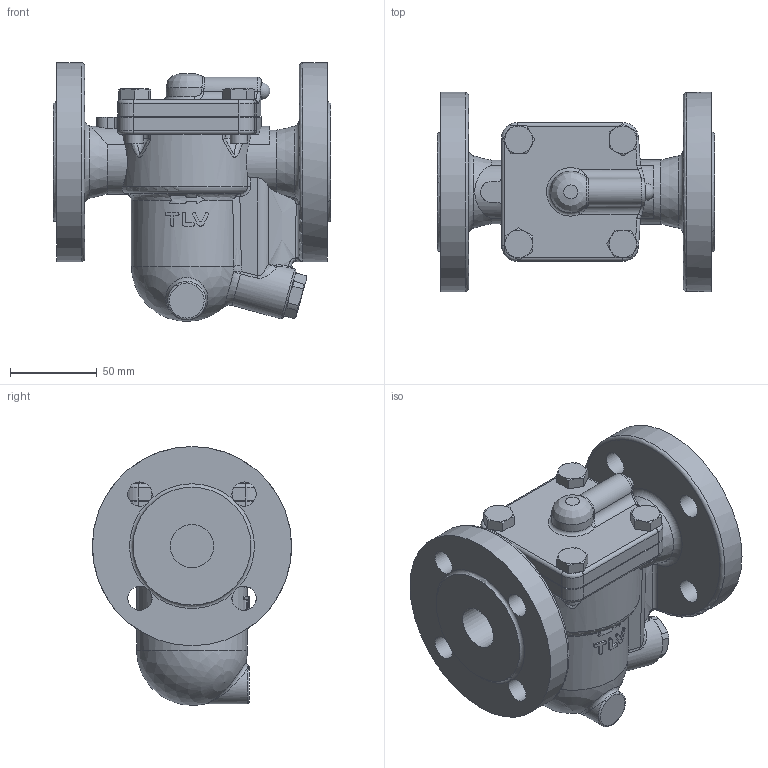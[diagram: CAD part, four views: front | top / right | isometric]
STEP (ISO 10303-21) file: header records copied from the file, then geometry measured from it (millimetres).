
FILE_DESCRIPTION((''),'2;1');
FILE_NAME('j3sx0-025-e0025-00.stp','2012-07-26T09:45:54',('nakaot'),(''),'Autodesk Inventor 2012','Autodesk Inventor 2012','');
FILE_SCHEMA(('AUTOMOTIVE_DESIGN { 1 0 10303 214 1 1 1 1 }'));
Length unit declared in the file: millimetre
Products named in the file (1): j3sx0-025-e0025-00
Bounding box: 160 x 115 x 149.46 mm (x, y, z)
Volume: 930068.2 mm3; surface area: 116381.7 mm2
Topology: 1 solids, 1 shells, 338 faces, 872 edges, 545 vertices
Faces by surface type: plane 106, cylinder 103, bspline 54, cone 43, torus 28, sphere 4
Full cylindrical faces by diameter (mm): 10 x8, 12 x4, 14 x8, 25 x2, 30 x1, 56.5 x1, 115 x2
Entity records: 13648 total; most frequent: CARTESIAN_POINT 6217, ORIENTED_EDGE 1628, DIRECTION 1392, EDGE_CURVE 814, AXIS2_PLACEMENT_3D 586, VERTEX_POINT 524, EDGE_LOOP 408, FACE_OUTER_BOUND 338
